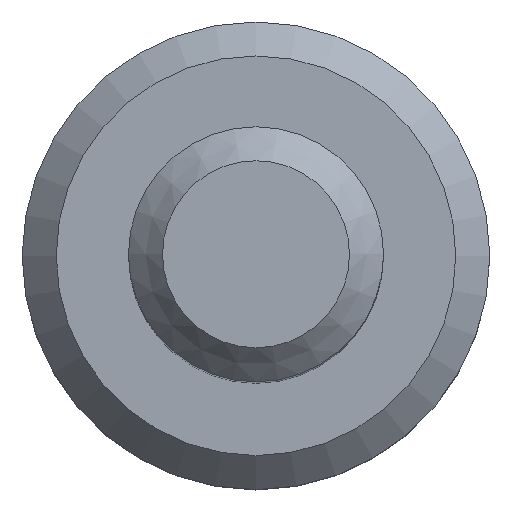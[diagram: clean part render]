
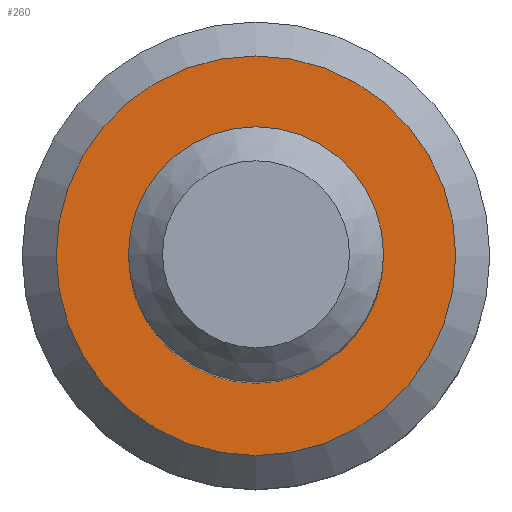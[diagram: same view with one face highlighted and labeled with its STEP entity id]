
A CAD part, top view. The second image highlights one B-rep face of the part: STEP entity #260.
In plain terms, the highlighted planar face has unit normal (0, 0, 1).
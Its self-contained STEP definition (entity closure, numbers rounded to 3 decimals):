
#22=FACE_BOUND('',#68,.T.);
#34=PLANE('',#304);
#46=FACE_OUTER_BOUND('',#67,.T.);
#67=EDGE_LOOP('',(#219));
#68=EDGE_LOOP('',(#220));
#111=CIRCLE('',#288,1.5);
#119=CIRCLE('',#305,2.35);
#123=VERTEX_POINT('',#406);
#137=VERTEX_POINT('',#468);
#143=EDGE_CURVE('',#123,#123,#111,.T.);
#169=EDGE_CURVE('',#137,#137,#119,.T.);
#219=ORIENTED_EDGE('',*,*,#169,.F.);
#220=ORIENTED_EDGE('',*,*,#143,.T.);
#260=ADVANCED_FACE('',(#46,#22),#34,.F.);
#288=AXIS2_PLACEMENT_3D('',#408,#329,#330);
#304=AXIS2_PLACEMENT_3D('',#467,#373,#374);
#305=AXIS2_PLACEMENT_3D('',#469,#375,#376);
#329=DIRECTION('center_axis',(0.,0.,-1.));
#330=DIRECTION('ref_axis',(-1.,0.,0.));
#373=DIRECTION('center_axis',(0.,0.,-1.));
#374=DIRECTION('ref_axis',(-1.,0.,0.));
#375=DIRECTION('center_axis',(0.,0.,-1.));
#376=DIRECTION('ref_axis',(1.,0.,0.));
#406=CARTESIAN_POINT('',(1.5,59.39,3.));
#408=CARTESIAN_POINT('Origin',(0.,59.39,3.));
#467=CARTESIAN_POINT('Origin',(0.,59.39,3.));
#468=CARTESIAN_POINT('',(-2.35,59.39,3.));
#469=CARTESIAN_POINT('Origin',(0.,59.39,3.));
